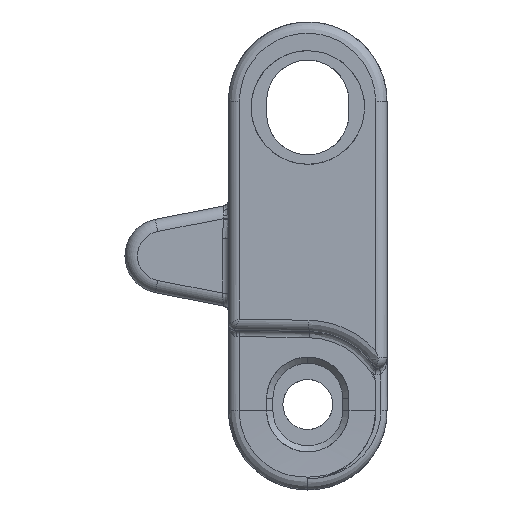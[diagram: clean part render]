
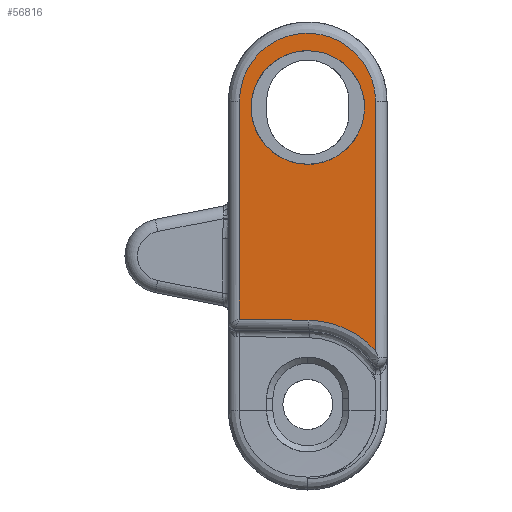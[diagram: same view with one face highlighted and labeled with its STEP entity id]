
A CAD part, left-side view. The second image highlights one B-rep face of the part: STEP entity #56816.
In plain terms, the highlighted planar face has unit normal (-0.999, 0.035, 0).
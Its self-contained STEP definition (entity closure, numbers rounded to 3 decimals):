
#112 = VERTEX_POINT ( 'NONE', #64653 ) ;
#1018 = ORIENTED_EDGE ( 'NONE', *, *, #1830, .T. ) ;
#1057 = CARTESIAN_POINT ( 'NONE',  ( -95.4, -11.769, -7.568 ) ) ;
#1243 = CARTESIAN_POINT ( 'NONE',  ( -95.02, -0.869, 12.4 ) ) ;
#1391 = CARTESIAN_POINT ( 'NONE',  ( -95.4, -11.769, 18.8 ) ) ;
#1830 = EDGE_CURVE ( 'NONE', #38840, #52557, #9329, .T. ) ;
#5202 = CARTESIAN_POINT ( 'NONE',  ( -95.02, -0.869, 23.3 ) ) ;
#5493 = ORIENTED_EDGE ( 'NONE', *, *, #38986, .F. ) ;
#9329 =( BOUNDED_CURVE ( )  B_SPLINE_CURVE ( 3, ( #26889, #18374, #56934, #32121 ),
 .UNSPECIFIED., .F., .F. ) 
 B_SPLINE_CURVE_WITH_KNOTS ( ( 4, 4 ),
 ( 4.712, 7.854 ),
 .UNSPECIFIED. ) 
 CURVE ( )  GEOMETRIC_REPRESENTATION_ITEM ( )  RATIONAL_B_SPLINE_CURVE ( ( 1., 0.333, 0.333, 1. ) ) 
 REPRESENTATION_ITEM ( '' )  );
#11103 = FACE_BOUND ( 'NONE', #41821, .T. ) ;
#11417 = DIRECTION ( 'NONE',  ( -0.035, -0.999, 0. ) ) ;
#11584 = CARTESIAN_POINT ( 'NONE',  ( -95.429, -12.591, -5.258 ) ) ;
#12379 = AXIS2_PLACEMENT_3D ( 'NONE', #60091, #15337, #11417 ) ;
#13688 = CARTESIAN_POINT ( 'NONE',  ( -95.4, -11.769, 23.3 ) ) ;
#13870 = CARTESIAN_POINT ( 'NONE',  ( -95.287, -8.508, -5.187 ) ) ;
#14828 = VERTEX_POINT ( 'NONE', #31596 ) ;
#15337 = DIRECTION ( 'NONE',  ( -0.999, 0.035, 0. ) ) ;
#16048 = ORIENTED_EDGE ( 'NONE', *, *, #29814, .F. ) ;
#16133 = LINE ( 'NONE', #36072, #53021 ) ;
#16607 = ORIENTED_EDGE ( 'NONE', *, *, #38174, .F. ) ;
#17790 =( BOUNDED_CURVE ( )  B_SPLINE_CURVE ( 3, ( #23177, #63679, #43099, #18267 ),
 .UNSPECIFIED., .F., .F. ) 
 B_SPLINE_CURVE_WITH_KNOTS ( ( 4, 4 ),
 ( 1.571, 4.712 ),
 .UNSPECIFIED. ) 
 CURVE ( )  GEOMETRIC_REPRESENTATION_ITEM ( )  RATIONAL_B_SPLINE_CURVE ( ( 1., 0.333, 0.333, 1. ) ) 
 REPRESENTATION_ITEM ( '' )  );
#18151 = VERTEX_POINT ( 'NONE', #53931 ) ;
#18267 = CARTESIAN_POINT ( 'NONE',  ( -95.211, -6.35, 7.35 ) ) ;
#18374 = CARTESIAN_POINT ( 'NONE',  ( -94.893, 2.75, 7.35 ) ) ;
#19321 = VERTEX_POINT ( 'NONE', #1057 ) ;
#23177 = CARTESIAN_POINT ( 'NONE',  ( -95.211, -6.35, 16.45 ) ) ;
#23650 =( BOUNDED_CURVE ( )  B_SPLINE_CURVE ( 3, ( #53539, #5202, #13688, #33639 ),
 .UNSPECIFIED., .F., .T. ) 
 B_SPLINE_CURVE_WITH_KNOTS ( ( 4, 4 ),
 ( 0., 3.142 ),
 .UNSPECIFIED. ) 
 CURVE ( )  GEOMETRIC_REPRESENTATION_ITEM ( )  RATIONAL_B_SPLINE_CURVE ( ( 1., 0.333, 0.333, 1. ) ) 
 REPRESENTATION_ITEM ( '' )  );
#23940 = EDGE_LOOP ( 'NONE', ( #58848, #16607, #49952, #5493, #16048 ) ) ;
#24016 = CARTESIAN_POINT ( 'NONE',  ( -95.215, -6.447, -5.151 ) ) ;
#25855 = EDGE_CURVE ( 'NONE', #52557, #38840, #17790, .T. ) ;
#26889 = CARTESIAN_POINT ( 'NONE',  ( -95.211, -6.35, 7.35 ) ) ;
#28332 = CARTESIAN_POINT ( 'NONE',  ( -95.211, -6.35, 16.45 ) ) ;
#29814 = EDGE_CURVE ( 'NONE', #31344, #18151, #23650, .T. ) ;
#31344 = VERTEX_POINT ( 'NONE', #1243 ) ;
#31513 = DIRECTION ( 'NONE',  ( 0.035, 0.999, 0.017 ) ) ;
#31596 = CARTESIAN_POINT ( 'NONE',  ( -95.215, -6.447, -5.151 ) ) ;
#32121 = CARTESIAN_POINT ( 'NONE',  ( -95.211, -6.35, 16.45 ) ) ;
#33639 = CARTESIAN_POINT ( 'NONE',  ( -95.4, -11.769, 12.4 ) ) ;
#36072 = CARTESIAN_POINT ( 'NONE',  ( -95.02, -0.869, 18.8 ) ) ;
#38174 = EDGE_CURVE ( 'NONE', #14828, #112, #41312, .T. ) ;
#38840 = VERTEX_POINT ( 'NONE', #58866 ) ;
#38986 = EDGE_CURVE ( 'NONE', #18151, #19321, #40264, .T. ) ;
#40264 = LINE ( 'NONE', #1391, #51218 ) ;
#41132 = EDGE_CURVE ( 'NONE', #19321, #14828, #60757, .T. ) ;
#41312 = LINE ( 'NONE', #11584, #59513 ) ;
#41821 = EDGE_LOOP ( 'NONE', ( #1018, #63814 ) ) ;
#42965 = CARTESIAN_POINT ( 'NONE',  ( -95.352, -10.385, -6.04 ) ) ;
#43099 = CARTESIAN_POINT ( 'NONE',  ( -95.529, -15.45, 7.35 ) ) ;
#45078 = FACE_OUTER_BOUND ( 'NONE', #23940, .T. ) ;
#45470 = DIRECTION ( 'NONE',  ( 0., 0., -1. ) ) ;
#49952 = ORIENTED_EDGE ( 'NONE', *, *, #41132, .F. ) ;
#51218 = VECTOR ( 'NONE', #45470, 1000. ) ;
#52557 = VERTEX_POINT ( 'NONE', #28332 ) ;
#53021 = VECTOR ( 'NONE', #55977, 1000. ) ;
#53073 = EDGE_CURVE ( 'NONE', #31344, #112, #16133, .T. ) ;
#53539 = CARTESIAN_POINT ( 'NONE',  ( -95.02, -0.869, 12.4 ) ) ;
#53931 = CARTESIAN_POINT ( 'NONE',  ( -95.4, -11.769, 12.4 ) ) ;
#55977 = DIRECTION ( 'NONE',  ( 0., 0., -1. ) ) ;
#56816 = ADVANCED_FACE ( 'NONE', ( #45078, #11103 ), #61070, .T. ) ;
#56934 = CARTESIAN_POINT ( 'NONE',  ( -94.893, 2.75, 16.45 ) ) ;
#58848 = ORIENTED_EDGE ( 'NONE', *, *, #53073, .T. ) ;
#58866 = CARTESIAN_POINT ( 'NONE',  ( -95.211, -6.35, 7.35 ) ) ;
#59513 = VECTOR ( 'NONE', #31513, 1000. ) ;
#60091 = CARTESIAN_POINT ( 'NONE',  ( -95.433, -12.7, 1. ) ) ;
#60757 =( BOUNDED_CURVE ( )  B_SPLINE_CURVE ( 3, ( #63227, #42965, #13870, #24016 ),
 .UNSPECIFIED., .F., .T. ) 
 B_SPLINE_CURVE_WITH_KNOTS ( ( 4, 4 ),
 ( 3.877, 4.695 ),
 .UNSPECIFIED. ) 
 CURVE ( )  GEOMETRIC_REPRESENTATION_ITEM ( )  RATIONAL_B_SPLINE_CURVE ( ( 1., 0.945, 0.945, 1. ) ) 
 REPRESENTATION_ITEM ( '' )  );
#61070 = PLANE ( 'NONE',  #12379 ) ;
#63227 = CARTESIAN_POINT ( 'NONE',  ( -95.4, -11.769, -7.568 ) ) ;
#63679 = CARTESIAN_POINT ( 'NONE',  ( -95.529, -15.45, 16.45 ) ) ;
#63814 = ORIENTED_EDGE ( 'NONE', *, *, #25855, .T. ) ;
#64653 = CARTESIAN_POINT ( 'NONE',  ( -95.02, -0.869, -5.054 ) ) ;
